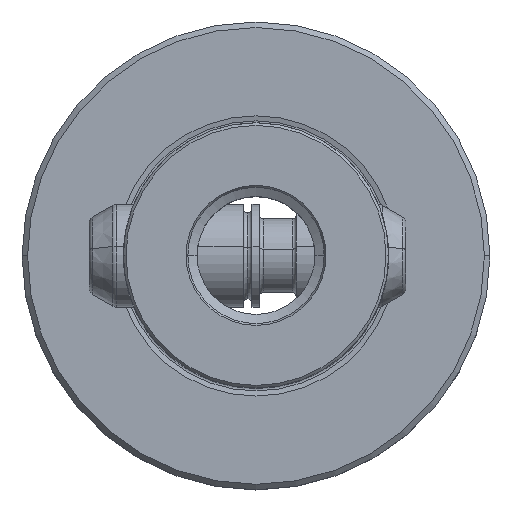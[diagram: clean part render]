
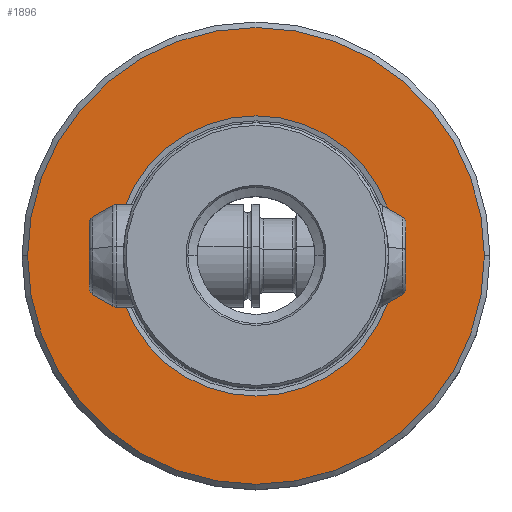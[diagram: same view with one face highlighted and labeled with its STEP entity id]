
A CAD part, top view. The second image highlights one B-rep face of the part: STEP entity #1896.
In plain terms, the highlighted planar face has unit normal (0, 0, 1).
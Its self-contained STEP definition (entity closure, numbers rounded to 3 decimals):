
#1070=VERTEX_POINT('NONE',#2641);
#1246=VERTEX_POINT('NONE',#2840);
#1294=EDGE_CURVE('NONE',#1246,#1870,#2894,.F.);
#1582=EDGE_CURVE('NONE',#1870,#1246,#3218,.F.);
#1646=EDGE_CURVE('NONE',#1070,#1878,#3288,.T.);
#1870=VERTEX_POINT('NONE',#3531);
#1878=VERTEX_POINT('NONE',#3539);
#1896=ADVANCED_FACE('NONE',(#3557,#3558),#3559,.F.);
#2156=EDGE_CURVE('NONE',#1878,#1070,#3848,.T.);
#2641=CARTESIAN_POINT('',(31.0,0.,0.0));
#2840=CARTESIAN_POINT('',(19.012,0.,0.0));
#2894=CIRCLE('',#5098,19.012);
#3218=CIRCLE('',#5692,19.012);
#3288=CIRCLE('',#5815,31.0);
#3531=CARTESIAN_POINT('',(-19.012,0.,0.0));
#3539=CARTESIAN_POINT('',(-31.0,0.,0.0));
#3557=FACE_OUTER_BOUND('',#6320,.T.);
#3558=FACE_BOUND('',#6321,.T.);
#3559=PLANE('',#6322);
#3848=CIRCLE('',#6986,31.0);
#5098=AXIS2_PLACEMENT_3D('',#7991,#7992,#7993);
#5692=AXIS2_PLACEMENT_3D('',#8430,#8431,#8432);
#5815=AXIS2_PLACEMENT_3D('',#8520,#8521,#8522);
#6320=EDGE_LOOP('',(#8806,#8807));
#6321=EDGE_LOOP('',(#8808,#8809));
#6322=AXIS2_PLACEMENT_3D('',#8810,#8811,#8812);
#6986=AXIS2_PLACEMENT_3D('',#9143,#9144,#9145);
#7991=CARTESIAN_POINT('',(0.0,0.0,0.0));
#7992=DIRECTION('',(-0.0,0.0,1.0));
#7993=DIRECTION('',(1.0,0.,0.0));
#8430=CARTESIAN_POINT('',(0.0,0.0,0.0));
#8431=DIRECTION('',(-0.0,0.0,1.0));
#8432=DIRECTION('',(1.0,0.,0.0));
#8520=CARTESIAN_POINT('',(0.0,0.0,0.0));
#8521=DIRECTION('',(0.0,0.0,1.0));
#8522=DIRECTION('',(-1.0,0.,0.0));
#8806=ORIENTED_EDGE('',*,*,#2156,.T.);
#8807=ORIENTED_EDGE('',*,*,#1646,.T.);
#8808=ORIENTED_EDGE('',*,*,#1294,.T.);
#8809=ORIENTED_EDGE('',*,*,#1582,.T.);
#8810=CARTESIAN_POINT('',(-18.0,0.0,0.0));
#8811=DIRECTION('',(0.0,0.0,-1.0));
#8812=DIRECTION('',(-1.0,0.0,0.0));
#9143=CARTESIAN_POINT('',(0.0,0.0,0.0));
#9144=DIRECTION('',(0.0,0.0,1.0));
#9145=DIRECTION('',(-1.0,0.,0.0));
